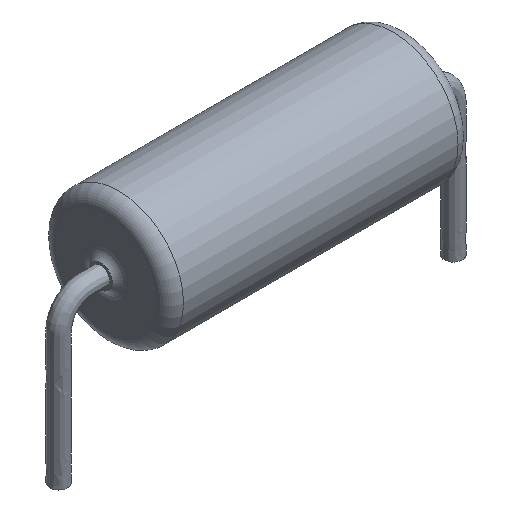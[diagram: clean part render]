
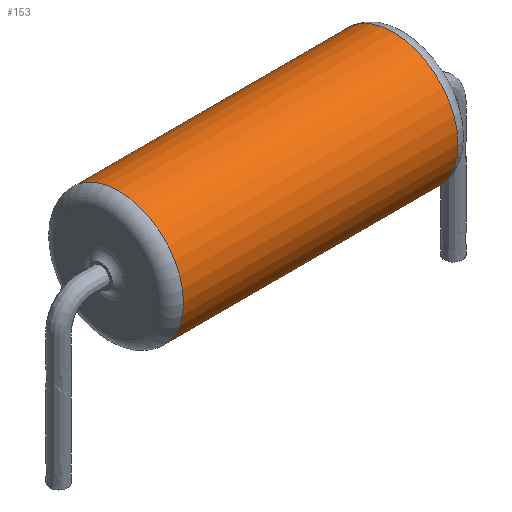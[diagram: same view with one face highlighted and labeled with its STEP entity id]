
A CAD part, isometric view. The second image highlights one B-rep face of the part: STEP entity #153.
In plain terms, the highlighted cylindrical face has radius 2.5 mm (diameter 5 mm), a full revolution.
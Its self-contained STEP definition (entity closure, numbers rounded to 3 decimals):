
#15=CYLINDRICAL_SURFACE($,#184,2.5);
#17=FACE_BOUND($,#63,.T.);
#46=FACE_OUTER_BOUND($,#62,.T.);
#62=EDGE_LOOP($,(#130));
#63=EDGE_LOOP($,(#131));
#78=CIRCLE($,#182,2.5);
#80=CIRCLE($,#185,2.5);
#94=VERTEX_POINT($,#1764);
#96=VERTEX_POINT($,#1769);
#108=EDGE_CURVE($,#94,#94,#78,.T.);
#110=EDGE_CURVE($,#96,#96,#80,.T.);
#130=ORIENTED_EDGE($,*,*,#110,.F.);
#131=ORIENTED_EDGE($,*,*,#108,.F.);
#153=ADVANCED_FACE($,(#46,#17),#15,.T.);
#182=AXIS2_PLACEMENT_3D($,#1765,#215,#216);
#184=AXIS2_PLACEMENT_3D($,#1768,#219,#220);
#185=AXIS2_PLACEMENT_3D($,#1770,#221,#222);
#215=DIRECTION('center_axis',(-1.,0.,0.));
#216=DIRECTION('ref_axis',(0.,-1.,0.));
#219=DIRECTION('center_axis',(-1.,0.,0.));
#220=DIRECTION('ref_axis',(0.,-1.,0.));
#221=DIRECTION('center_axis',(1.,0.,0.));
#222=DIRECTION('ref_axis',(0.,-1.,0.));
#1764=CARTESIAN_POINT('',(-5.3,2.5,2.5));
#1765=CARTESIAN_POINT('Origin',(-5.3,0.,2.5));
#1768=CARTESIAN_POINT('Origin',(6.,0.,2.5));
#1769=CARTESIAN_POINT('',(5.3,2.5,2.5));
#1770=CARTESIAN_POINT('Origin',(5.3,0.,2.5));
